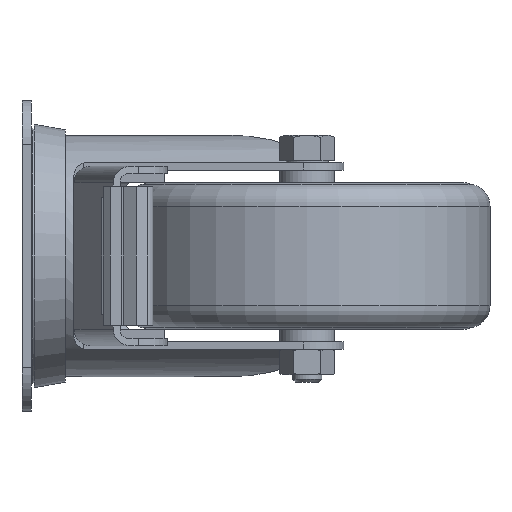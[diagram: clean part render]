
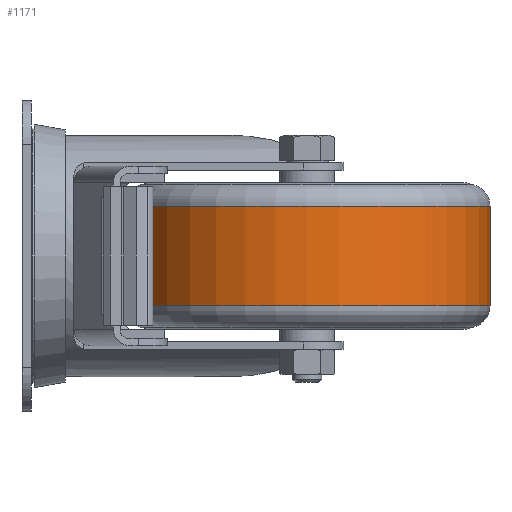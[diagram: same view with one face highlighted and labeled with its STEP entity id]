
A CAD part, left-side view. The second image highlights one B-rep face of the part: STEP entity #1171.
In plain terms, the highlighted cylindrical face has radius 50 mm (diameter 100 mm), a full revolution.
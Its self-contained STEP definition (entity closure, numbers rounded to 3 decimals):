
#1171 = ADVANCED_FACE( '', ( #2339, #2340 ), #2341, .T. );
#2339 = FACE_OUTER_BOUND( '', #3527, .T. );
#2340 = FACE_OUTER_BOUND( '', #3528, .T. );
#2341 = CYLINDRICAL_SURFACE( '', #3529, 50. );
#3527 = EDGE_LOOP( '', ( #6309 ) );
#3528 = EDGE_LOOP( '', ( #6310 ) );
#3529 = AXIS2_PLACEMENT_3D( '', #6311, #6312, #6313 );
#6309 = ORIENTED_EDGE( '', *, *, #7376, .T. );
#6310 = ORIENTED_EDGE( '', *, *, #7135, .F. );
#6311 = CARTESIAN_POINT( '', ( 40., 0., 0. ) );
#6312 = DIRECTION( '', ( -1., 0., 0. ) );
#6313 = DIRECTION( '', ( 0., 0., -1. ) );
#7135 = EDGE_CURVE( '', #8671, #8671, #8672, .T. );
#7376 = EDGE_CURVE( '', #8959, #8959, #8960, .T. );
#8671 = VERTEX_POINT( '', #10821 );
#8672 = CIRCLE( '', #10822, 50. );
#8959 = VERTEX_POINT( '', #11223 );
#8960 = CIRCLE( '', #11224, 50. );
#10821 = CARTESIAN_POINT( '', ( 33.654, 0., -50. ) );
#10822 = AXIS2_PLACEMENT_3D( '', #12164, #12165, #12166 );
#11223 = CARTESIAN_POINT( '', ( 6.346, 0., -50. ) );
#11224 = AXIS2_PLACEMENT_3D( '', #12374, #12375, #12376 );
#12164 = CARTESIAN_POINT( '', ( 33.654, 0., 0. ) );
#12165 = DIRECTION( '', ( 1., 0., 0. ) );
#12166 = DIRECTION( '', ( 0., 0., -1. ) );
#12374 = CARTESIAN_POINT( '', ( 6.346, 0., 0. ) );
#12375 = DIRECTION( '', ( 1., 0., 0. ) );
#12376 = DIRECTION( '', ( 0., 0., -1. ) );
